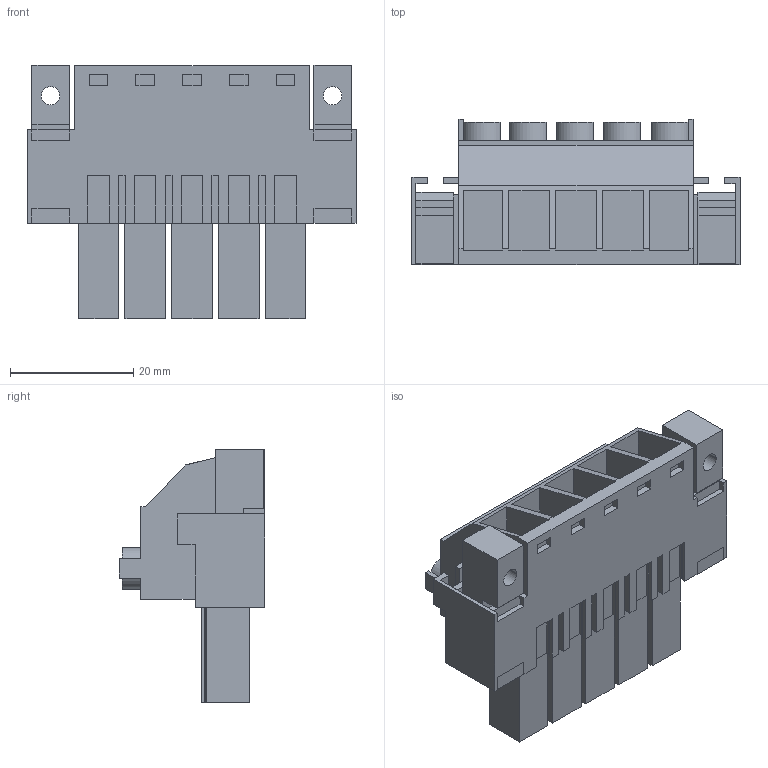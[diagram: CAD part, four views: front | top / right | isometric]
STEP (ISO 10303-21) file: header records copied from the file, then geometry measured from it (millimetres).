
FILE_DESCRIPTION(('CATIA V5 STEP Exchange','CAx-IF Rec.Pracs.--- Model Styling and Organization---1.4--- 2014-01-23'),'2;1');
FILE_NAME ('D1459323_1_1929770000_1929770000.stp','2023-05-02T08:52:17+00:00',('none'),('Weidmueller'),'CATIA Version 5-6 Release 2016 SP3 HF44','CATIA V5 STEP AP214','none');
FILE_SCHEMA(('AUTOMOTIVE_DESIGN { 1 0 10303 214 1 1 1 1 }'));
Length unit declared in the file: millimetre
Products named in the file (1): 1929770000
Bounding box: 53.34 x 23.6 x 41.2 mm (x, y, z)
Volume: 19636.4 mm3; surface area: 14968.1 mm2
Topology: 10 solids, 10 shells, 603 faces, 1637 edges, 1090 vertices
Faces by surface type: plane 535, cylinder 58, extrusion 10
Entity records: 18220 total; most frequent: CARTESIAN_POINT 3633, ORIENTED_EDGE 3274, DIRECTION 2421, EDGE_CURVE 1637, VECTOR 1511, LINE 1501, VERTEX_POINT 1090, EDGE_LOOP 663
